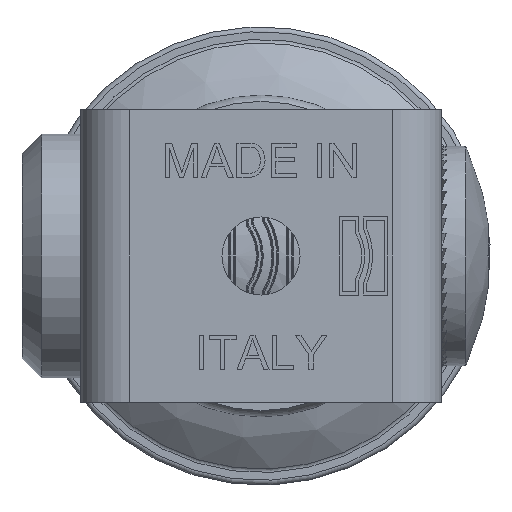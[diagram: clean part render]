
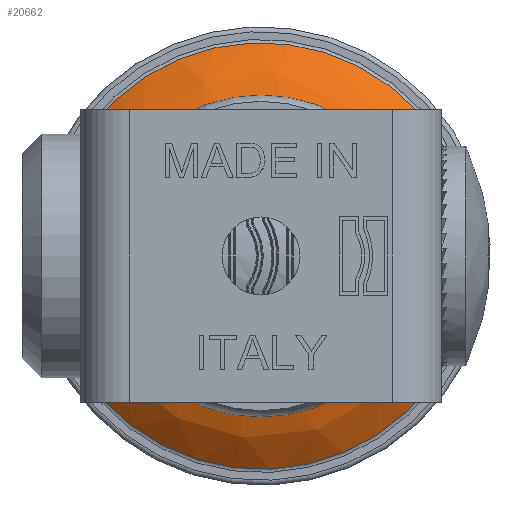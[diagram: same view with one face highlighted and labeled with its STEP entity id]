
A CAD part, left-side view. The second image highlights one B-rep face of the part: STEP entity #20662.
In plain terms, the highlighted free-form (B-spline) face has degree [2, 2] with [3, 9] control points.
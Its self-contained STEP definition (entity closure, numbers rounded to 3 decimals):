
#20581=CARTESIAN_POINT('',(-21.856,4.142,0.));
#20582=VERTEX_POINT('',#20581);
#20583=CARTESIAN_POINT('',(0.0,4.142,0.0));
#20584=DIRECTION('',(0.0,-1.0,0.0));
#20585=DIRECTION('',(1.0,0.0,0.0));
#20586=AXIS2_PLACEMENT_3D('',#20583,#20584,#20585);
#20587=CIRCLE('',#20586,21.856);
#20588=EDGE_CURVE('',#20582,#20582,#20587,.T.);
#20613=CARTESIAN_POINT('',(0.,4.142,-21.856));
#20614=CARTESIAN_POINT('',(0.,14.254,-11.497));
#20615=CARTESIAN_POINT('',(0.,4.142,-1.138));
#20616=CARTESIAN_POINT('',(21.856,4.142,-21.856));
#20617=CARTESIAN_POINT('',(11.497,14.254,-11.497));
#20618=CARTESIAN_POINT('',(1.138,4.142,-1.138));
#20619=CARTESIAN_POINT('',(21.856,4.142,0.));
#20620=CARTESIAN_POINT('',(11.497,14.254,0.));
#20621=CARTESIAN_POINT('',(1.138,4.142,0.));
#20622=CARTESIAN_POINT('',(21.856,4.142,21.856));
#20623=CARTESIAN_POINT('',(11.497,14.254,11.497));
#20624=CARTESIAN_POINT('',(1.138,4.142,1.138));
#20625=CARTESIAN_POINT('',(0.,4.142,21.856));
#20626=CARTESIAN_POINT('',(0.,14.254,11.497));
#20627=CARTESIAN_POINT('',(0.,4.142,1.138));
#20628=CARTESIAN_POINT('',(-21.856,4.142,21.856));
#20629=CARTESIAN_POINT('',(-11.497,14.254,11.497));
#20630=CARTESIAN_POINT('',(-1.138,4.142,1.138));
#20631=CARTESIAN_POINT('',(-21.856,4.142,0.));
#20632=CARTESIAN_POINT('',(-11.497,14.254,0.));
#20633=CARTESIAN_POINT('',(-1.138,4.142,0.));
#20634=CARTESIAN_POINT('',(-21.856,4.142,-21.856));
#20635=CARTESIAN_POINT('',(-11.497,14.254,-11.497));
#20636=CARTESIAN_POINT('',(-1.138,4.142,-1.138));
#20637=CARTESIAN_POINT('',(0.,4.142,-21.856));
#20638=CARTESIAN_POINT('',(0.,14.254,-11.497));
#20639=CARTESIAN_POINT('',(0.,4.142,-1.138));
#20647=(BOUNDED_SURFACE()B_SPLINE_SURFACE(2,2,((#20613,#20616,#20619,#20622,#20625,#20628,#20631,#20634,#20637),(#20614,#20617,#20620,#20623,#20626,#20629,#20632,#20635,#20638),(#20615,#20618,#20621,#20624,#20627,#20630,#20633,#20636,#20639)),.UNSPECIFIED.,.F.,.T.,.U.)B_SPLINE_SURFACE_WITH_KNOTS((3,3),(3,2,2,2,3),(0.797,2.344),(0.0,1.571,3.142,4.712,6.283),.UNSPECIFIED.)GEOMETRIC_REPRESENTATION_ITEM()RATIONAL_B_SPLINE_SURFACE(((1.0,0.707,1.0,0.707,1.0,0.707,1.0,0.707,1.0),(0.716,0.506,0.716,0.506,0.716,0.506,0.716,0.506,0.716),(1.0,0.707,1.0,0.707,1.0,0.707,1.0,0.707,1.0)))REPRESENTATION_ITEM('')SURFACE());
#20648=CARTESIAN_POINT('',(-14.75,7.999,0.0));
#20649=VERTEX_POINT('',#20648);
#20650=CARTESIAN_POINT('',(0.0,7.999,0.0));
#20651=DIRECTION('',(0.0,1.0,0.0));
#20652=DIRECTION('',(-1.0,0.0,0.0));
#20653=AXIS2_PLACEMENT_3D('',#20650,#20651,#20652);
#20654=CIRCLE('',#20653,14.75);
#20655=EDGE_CURVE('',#20649,#20649,#20654,.T.);
#20656=ORIENTED_EDGE('',*,*,#20655,.F.);
#20657=EDGE_LOOP('',(#20656));
#20658=FACE_OUTER_BOUND('',#20657,.T.);
#20659=ORIENTED_EDGE('',*,*,#20588,.F.);
#20660=EDGE_LOOP('',(#20659));
#20661=FACE_BOUND('',#20660,.T.);
#20662=ADVANCED_FACE('',(#20658,#20661),#20647,.T.);
